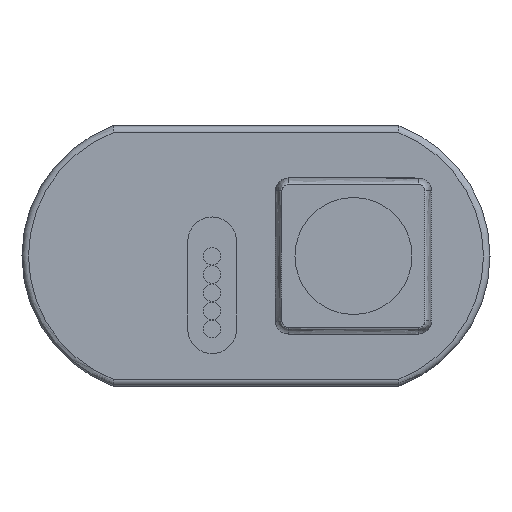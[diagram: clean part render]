
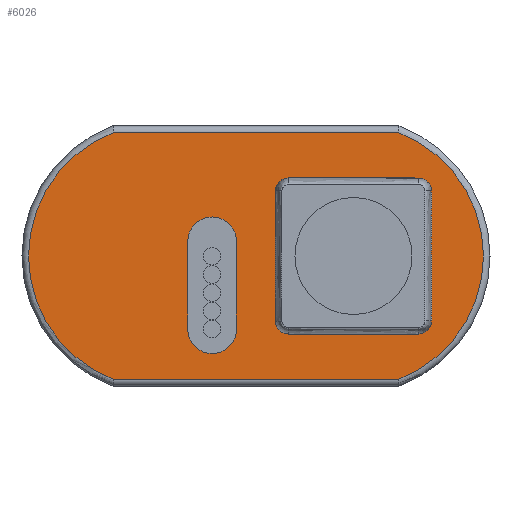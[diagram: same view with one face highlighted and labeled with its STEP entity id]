
A CAD part, left-side view. The second image highlights one B-rep face of the part: STEP entity #6026.
In plain terms, the highlighted planar face has unit normal (-1, 0, 0).
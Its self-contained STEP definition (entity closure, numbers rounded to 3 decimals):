
#254 = DIRECTION ( 'NONE',  ( 0., 0., -1. ) ) ;
#392 = CARTESIAN_POINT ( 'NONE',  ( -35., 18., -9.5 ) ) ;
#837 = AXIS2_PLACEMENT_3D ( 'NONE', #11140, #3152, #9377 ) ;
#998 = DIRECTION ( 'NONE',  ( 1., 0., 0. ) ) ;
#1513 = LINE ( 'NONE', #8152, #7938 ) ;
#1934 = ORIENTED_EDGE ( 'NONE', *, *, #7765, .T. ) ;
#2076 = CIRCLE ( 'NONE', #6397, 10.143 ) ;
#3152 = DIRECTION ( 'NONE',  ( -1., 0., 0. ) ) ;
#3893 = DIRECTION ( 'NONE',  ( -1., 0., 0. ) ) ;
#4143 = FACE_OUTER_BOUND ( 'NONE', #11401, .T. ) ;
#4435 = LINE ( 'NONE', #392, #4839 ) ;
#4543 = CARTESIAN_POINT ( 'NONE',  ( -35., -10.911, 9.5 ) ) ;
#4716 = VERTEX_POINT ( 'NONE', #4543 ) ;
#4839 = VECTOR ( 'NONE', #6650, 1000. ) ;
#5271 = EDGE_CURVE ( 'NONE', #9729, #8601, #4435, .T. ) ;
#5374 = VERTEX_POINT ( 'NONE', #11597 ) ;
#5517 = AXIS2_PLACEMENT_3D ( 'NONE', #6364, #998, #9066 ) ;
#5665 = ORIENTED_EDGE ( 'NONE', *, *, #8448, .T. ) ;
#6026 = ADVANCED_FACE ( 'NONE', ( #4143 ), #6291, .F. ) ;
#6291 = PLANE ( 'NONE',  #5517 ) ;
#6364 = CARTESIAN_POINT ( 'NONE',  ( -35., 18., 10. ) ) ;
#6397 = AXIS2_PLACEMENT_3D ( 'NONE', #9256, #3893, #254 ) ;
#6621 = ORIENTED_EDGE ( 'NONE', *, *, #8320, .T. ) ;
#6650 = DIRECTION ( 'NONE',  ( 0., -1., 0. ) ) ;
#7229 = CIRCLE ( 'NONE', #837, 10.143 ) ;
#7765 = EDGE_CURVE ( 'NONE', #8601, #4716, #2076, .T. ) ;
#7938 = VECTOR ( 'NONE', #9812, 1000. ) ;
#8152 = CARTESIAN_POINT ( 'NONE',  ( -35., 11., 9.5 ) ) ;
#8320 = EDGE_CURVE ( 'NONE', #4716, #5374, #1513, .T. ) ;
#8448 = EDGE_CURVE ( 'NONE', #5374, #9729, #7229, .T. ) ;
#8601 = VERTEX_POINT ( 'NONE', #10543 ) ;
#9066 = DIRECTION ( 'NONE',  ( 0., 0., -1. ) ) ;
#9256 = CARTESIAN_POINT ( 'NONE',  ( -35., -7.357, 0. ) ) ;
#9377 = DIRECTION ( 'NONE',  ( 0., 0., -1. ) ) ;
#9729 = VERTEX_POINT ( 'NONE', #11116 ) ;
#9812 = DIRECTION ( 'NONE',  ( 0., 1., 0. ) ) ;
#10543 = CARTESIAN_POINT ( 'NONE',  ( -35., -10.911, -9.5 ) ) ;
#11116 = CARTESIAN_POINT ( 'NONE',  ( -35., 10.911, -9.5 ) ) ;
#11140 = CARTESIAN_POINT ( 'NONE',  ( -35., 7.357, 0. ) ) ;
#11313 = ORIENTED_EDGE ( 'NONE', *, *, #5271, .T. ) ;
#11401 = EDGE_LOOP ( 'NONE', ( #11313, #1934, #6621, #5665 ) ) ;
#11597 = CARTESIAN_POINT ( 'NONE',  ( -35., 10.911, 9.5 ) ) ;
